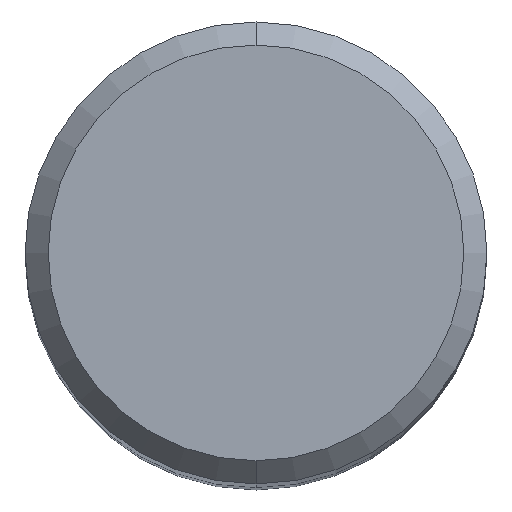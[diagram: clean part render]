
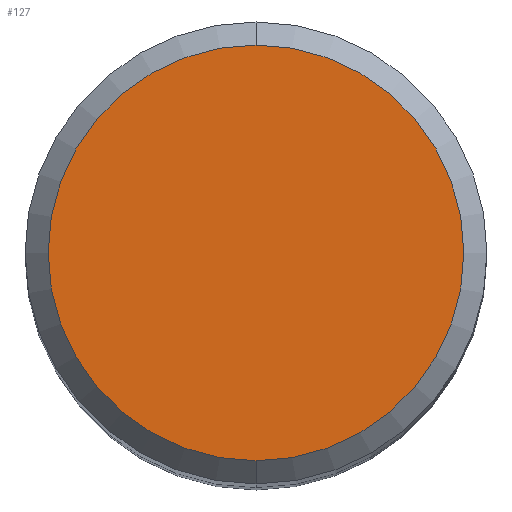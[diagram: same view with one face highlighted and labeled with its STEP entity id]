
A CAD part, top view. The second image highlights one B-rep face of the part: STEP entity #127.
In plain terms, the highlighted planar face has unit normal (0, 0, 1).
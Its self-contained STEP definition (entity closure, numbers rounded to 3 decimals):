
#107=EDGE_CURVE('',#203,#143,#259,.T.);
#127=ADVANCED_FACE('',(#280),#281,.T.);
#143=VERTEX_POINT('',#300);
#203=VERTEX_POINT('',#369);
#205=EDGE_CURVE('',#143,#203,#371,.T.);
#259=CIRCLE('',#422,3.6);
#280=FACE_OUTER_BOUND('',#449,.T.);
#281=PLANE('',#450);
#300=CARTESIAN_POINT('',(0.0,3.6,0.0));
#369=CARTESIAN_POINT('',(0.,-3.6,0.0));
#371=CIRCLE('',#562,3.6);
#422=AXIS2_PLACEMENT_3D('',#614,#615,#616);
#449=EDGE_LOOP('',(#638,#639));
#450=AXIS2_PLACEMENT_3D('',#640,#641,#642);
#562=AXIS2_PLACEMENT_3D('',#764,#765,#766);
#614=CARTESIAN_POINT('',(0.0,0.0,0.0));
#615=DIRECTION('',(0.0,0.0,-1.0));
#616=DIRECTION('',(0.0,1.0,0.0));
#638=ORIENTED_EDGE('',*,*,#205,.F.);
#639=ORIENTED_EDGE('',*,*,#107,.F.);
#640=CARTESIAN_POINT('',(0.0,1.8,0.0));
#641=DIRECTION('',(-0.0,0.0,1.0));
#642=DIRECTION('',(0.0,-1.0,0.0));
#764=CARTESIAN_POINT('',(0.0,0.0,0.0));
#765=DIRECTION('',(0.0,0.0,-1.0));
#766=DIRECTION('',(0.0,1.0,0.0));
